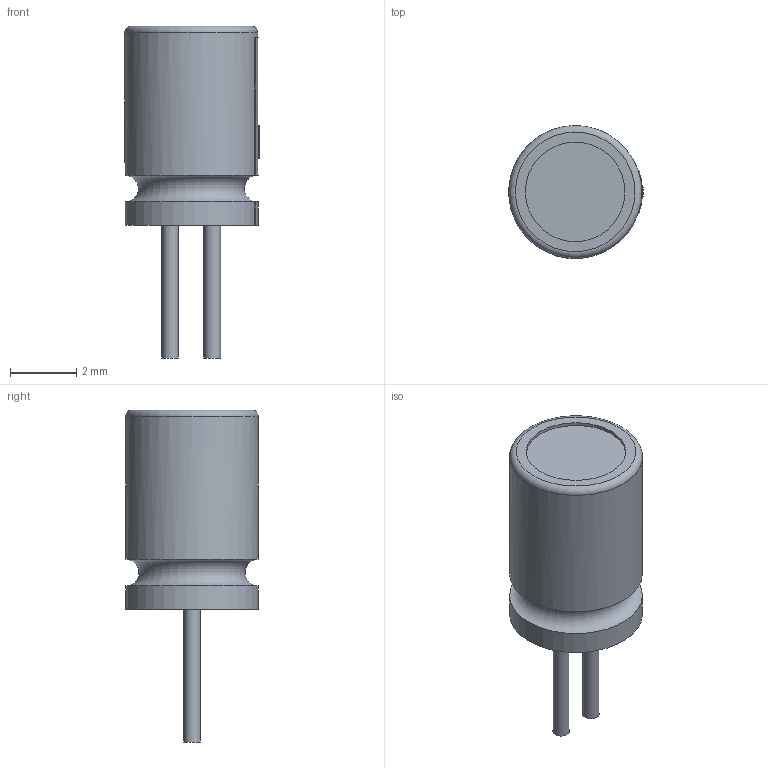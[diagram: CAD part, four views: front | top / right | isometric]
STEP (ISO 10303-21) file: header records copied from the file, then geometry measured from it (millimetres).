
FILE_DESCRIPTION(('FreeCAD Model'),'2;1');
FILE_NAME('Open CASCADE Shape Model','2023-02-15T12:53:16',('BT'),(''), 'Open CASCADE STEP processor 7.6','FreeCAD','Unknown');
FILE_SCHEMA(('AUTOMOTIVE_DESIGN_CC2 { 1 2 10303 214 -1 1 5 4 }'));
Length unit declared in the file: millimetre
Products named in the file (1): Pocket002
Bounding box: 4.05 x 4 x 10 mm (x, y, z)
Volume: 73.4 mm3; surface area: 117.1 mm2
Topology: 1 solids, 1 shells, 26 faces, 58 edges, 38 vertices
Faces by surface type: plane 16, cylinder 8, torus 2
Full cylindrical faces by diameter (mm): 0.5 x2, 3 x1, 4 x1
Entity records: 949 total; most frequent: CARTESIAN_POINT 151, DIRECTION 135, ORIENTED_EDGE 116, EDGE_CURVE 58, AXIS2_PLACEMENT_3D 54, VERTEX_POINT 38, FACE_BOUND 30, EDGE_LOOP 30
